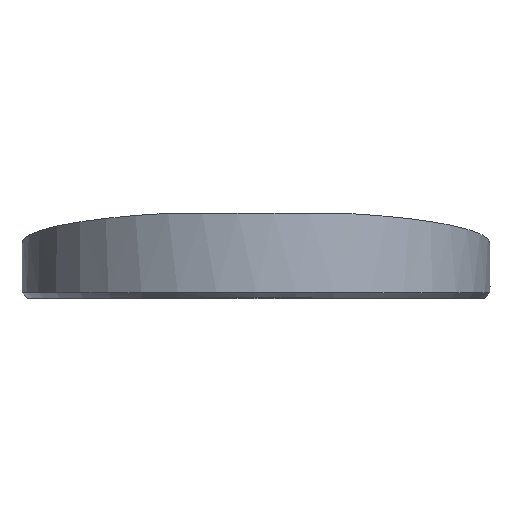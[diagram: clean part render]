
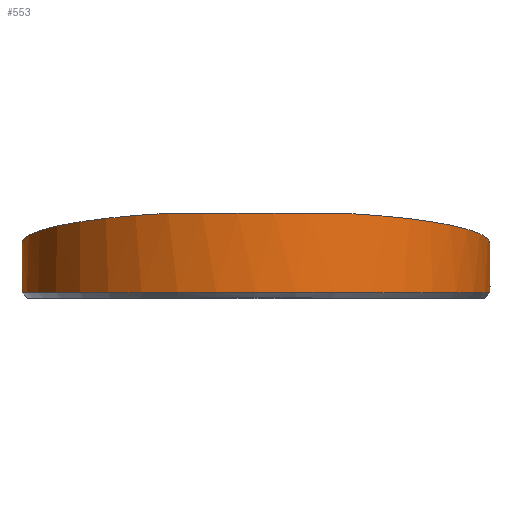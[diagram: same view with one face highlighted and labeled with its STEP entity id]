
A CAD part, top view. The second image highlights one B-rep face of the part: STEP entity #553.
In plain terms, the highlighted cylindrical face has radius 12.7 mm (diameter 25.4 mm), a full revolution.
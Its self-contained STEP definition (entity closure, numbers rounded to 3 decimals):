
#1 = CARTESIAN_POINT ( 'NONE',  ( 12.692, 4.6, -0.45 ) ) ;
#4 = AXIS2_PLACEMENT_3D ( 'NONE', #10, #488, #370 ) ;
#5 = ORIENTED_EDGE ( 'NONE', *, *, #440, .T. ) ;
#7 = DIRECTION ( 'NONE',  ( 0., 1., 0. ) ) ;
#10 = CARTESIAN_POINT ( 'NONE',  ( 0., 4.6, 0. ) ) ;
#25 = EDGE_CURVE ( 'NONE', #664, #338, #248, .T. ) ;
#48 = CARTESIAN_POINT ( 'NONE',  ( -12.692, 0.3, 0.45 ) ) ;
#55 = AXIS2_PLACEMENT_3D ( 'NONE', #431, #7, #247 ) ;
#62 = EDGE_CURVE ( 'NONE', #602, #191, #79, .T. ) ;
#69 = CIRCLE ( 'NONE', #55, 12.7 ) ;
#78 = CARTESIAN_POINT ( 'NONE',  ( 0., 4.6, 0. ) ) ;
#79 = CIRCLE ( 'NONE', #503, 12.7 ) ;
#85 = CARTESIAN_POINT ( 'NONE',  ( 18.036, 1.3, -12.7 ) ) ;
#88 = CARTESIAN_POINT ( 'NONE',  ( -12.692, 0.65, 0.45 ) ) ;
#98 = CARTESIAN_POINT ( 'NONE',  ( -12.692, 0.65, -0.45 ) ) ;
#106 = CARTESIAN_POINT ( 'NONE',  ( -12.692, 0.3, -0.45 ) ) ;
#116 = CARTESIAN_POINT ( 'NONE',  ( 0., 0.65, 0. ) ) ;
#118 = DIRECTION ( 'NONE',  ( 0., -1., 0. ) ) ;
#123 = VECTOR ( 'NONE', #617, 1000. ) ;
#127 = FACE_OUTER_BOUND ( 'NONE', #296, .T. ) ;
#136 = EDGE_CURVE ( 'NONE', #351, #602, #498, .T. ) ;
#146 = CARTESIAN_POINT ( 'NONE',  ( 0., 1.3, -12.7 ) ) ;
#148 = CARTESIAN_POINT ( 'NONE',  ( 12.692, 0.65, 0.45 ) ) ;
#156 = CARTESIAN_POINT ( 'NONE',  ( 4.766, 4.6, 11.772 ) ) ;
#180 = CARTESIAN_POINT ( 'NONE',  ( 12.692, 0.3, 0.45 ) ) ;
#191 = VERTEX_POINT ( 'NONE', #88 ) ;
#210 = DIRECTION ( 'NONE',  ( 0., -1., 0. ) ) ;
#232 = FACE_OUTER_BOUND ( 'NONE', #519, .T. ) ;
#241 = DIRECTION ( 'NONE',  ( 0., 1., 0. ) ) ;
#243 = EDGE_CURVE ( 'NONE', #338, #664, #507, .T. ) ;
#247 = DIRECTION ( 'NONE',  ( 0., 0., -1. ) ) ;
#248 = CIRCLE ( 'NONE', #413, 12.7 ) ;
#272 = CARTESIAN_POINT ( 'NONE',  ( -18.036, 1.3, -12.7 ) ) ;
#276 = CIRCLE ( 'NONE', #694, 12.7 ) ;
#296 = EDGE_LOOP ( 'NONE', ( #501, #613 ) ) ;
#308 = CYLINDRICAL_SURFACE ( 'NONE', #4, 12.7 ) ;
#322 = CARTESIAN_POINT ( 'NONE',  ( 4.766, 4.6, 11.772 ) ) ;
#338 = VERTEX_POINT ( 'NONE', #699 ) ;
#351 = VERTEX_POINT ( 'NONE', #106 ) ;
#354 = VECTOR ( 'NONE', #777, 1000. ) ;
#370 = DIRECTION ( 'NONE',  ( 0., 0., -1. ) ) ;
#371 = DIRECTION ( 'NONE',  ( 0., 0., -1. ) ) ;
#373 = CARTESIAN_POINT ( 'NONE',  ( 12.692, 4.6, 0.45 ) ) ;
#379 = AXIS2_PLACEMENT_3D ( 'NONE', #633, #210, #454 ) ;
#413 = AXIS2_PLACEMENT_3D ( 'NONE', #78, #118, #371 ) ;
#428 = VECTOR ( 'NONE', #675, 1000. ) ;
#431 = CARTESIAN_POINT ( 'NONE',  ( 0., 0.65, 0. ) ) ;
#436 = ORIENTED_EDGE ( 'NONE', *, *, #562, .T. ) ;
#440 = EDGE_CURVE ( 'NONE', #697, #776, #69, .T. ) ;
#442 = DIRECTION ( 'NONE',  ( 0., 1., 0. ) ) ;
#454 = DIRECTION ( 'NONE',  ( 0., 0., 1. ) ) ;
#488 = DIRECTION ( 'NONE',  ( 0., -1., 0. ) ) ;
#498 = LINE ( 'NONE', #744, #749 ) ;
#501 = ORIENTED_EDGE ( 'NONE', *, *, #243, .T. ) ;
#503 = AXIS2_PLACEMENT_3D ( 'NONE', #116, #241, #667 ) ;
#507 =( BOUNDED_CURVE ( )  B_SPLINE_CURVE ( 3, ( #625, #509, #272, #146, #85, #574, #322 ),
 .UNSPECIFIED., .F., .T. ) 
 B_SPLINE_CURVE_WITH_KNOTS ( ( 4, 3, 4 ),
 ( 3.526, 6.283, 9.04 ),
 .UNSPECIFIED. ) 
 CURVE ( )  GEOMETRIC_REPRESENTATION_ITEM ( )  RATIONAL_B_SPLINE_CURVE ( ( 1., 0.461, 0.461, 1., 0.461, 0.461, 1. ) ) 
 REPRESENTATION_ITEM ( '' )  );
#509 = CARTESIAN_POINT ( 'NONE',  ( -21.484, 3.687, 5.003 ) ) ;
#519 = EDGE_LOOP ( 'NONE', ( #688, #589, #436, #5, #669, #726, #715, #636 ) ) ;
#528 = VERTEX_POINT ( 'NONE', #180 ) ;
#531 = EDGE_CURVE ( 'NONE', #776, #626, #541, .T. ) ;
#541 = LINE ( 'NONE', #1, #428 ) ;
#543 = CARTESIAN_POINT ( 'NONE',  ( 12.692, 0.65, -0.45 ) ) ;
#553 = ADVANCED_FACE ( 'NONE', ( #232, #127 ), #308, .T. ) ;
#554 = LINE ( 'NONE', #373, #123 ) ;
#562 = EDGE_CURVE ( 'NONE', #528, #697, #554, .T. ) ;
#574 = CARTESIAN_POINT ( 'NONE',  ( 21.484, 3.687, 5.003 ) ) ;
#586 = CARTESIAN_POINT ( 'NONE',  ( 0., 0.3, 0. ) ) ;
#589 = ORIENTED_EDGE ( 'NONE', *, *, #620, .F. ) ;
#591 = LINE ( 'NONE', #782, #354 ) ;
#602 = VERTEX_POINT ( 'NONE', #98 ) ;
#613 = ORIENTED_EDGE ( 'NONE', *, *, #25, .T. ) ;
#617 = DIRECTION ( 'NONE',  ( 0., 1., 0. ) ) ;
#620 = EDGE_CURVE ( 'NONE', #528, #736, #276, .T. ) ;
#625 = CARTESIAN_POINT ( 'NONE',  ( -4.766, 4.6, 11.772 ) ) ;
#626 = VERTEX_POINT ( 'NONE', #698 ) ;
#633 = CARTESIAN_POINT ( 'NONE',  ( 0., 0.3, 0. ) ) ;
#636 = ORIENTED_EDGE ( 'NONE', *, *, #62, .T. ) ;
#641 = EDGE_CURVE ( 'NONE', #351, #626, #671, .T. ) ;
#664 = VERTEX_POINT ( 'NONE', #156 ) ;
#667 = DIRECTION ( 'NONE',  ( 0., 0., -1. ) ) ;
#669 = ORIENTED_EDGE ( 'NONE', *, *, #531, .T. ) ;
#671 = CIRCLE ( 'NONE', #379, 12.7 ) ;
#675 = DIRECTION ( 'NONE',  ( 0., -1., 0. ) ) ;
#688 = ORIENTED_EDGE ( 'NONE', *, *, #728, .T. ) ;
#692 = DIRECTION ( 'NONE',  ( 0., -1., 0. ) ) ;
#694 = AXIS2_PLACEMENT_3D ( 'NONE', #586, #692, #772 ) ;
#697 = VERTEX_POINT ( 'NONE', #148 ) ;
#698 = CARTESIAN_POINT ( 'NONE',  ( 12.692, 0.3, -0.45 ) ) ;
#699 = CARTESIAN_POINT ( 'NONE',  ( -4.766, 4.6, 11.772 ) ) ;
#715 = ORIENTED_EDGE ( 'NONE', *, *, #136, .T. ) ;
#726 = ORIENTED_EDGE ( 'NONE', *, *, #641, .F. ) ;
#728 = EDGE_CURVE ( 'NONE', #191, #736, #591, .T. ) ;
#736 = VERTEX_POINT ( 'NONE', #48 ) ;
#744 = CARTESIAN_POINT ( 'NONE',  ( -12.692, 0.65, -0.45 ) ) ;
#749 = VECTOR ( 'NONE', #442, 1000. ) ;
#772 = DIRECTION ( 'NONE',  ( 0., 0., 1. ) ) ;
#776 = VERTEX_POINT ( 'NONE', #543 ) ;
#777 = DIRECTION ( 'NONE',  ( 0., -1., 0. ) ) ;
#782 = CARTESIAN_POINT ( 'NONE',  ( -12.692, 0., 0.45 ) ) ;
